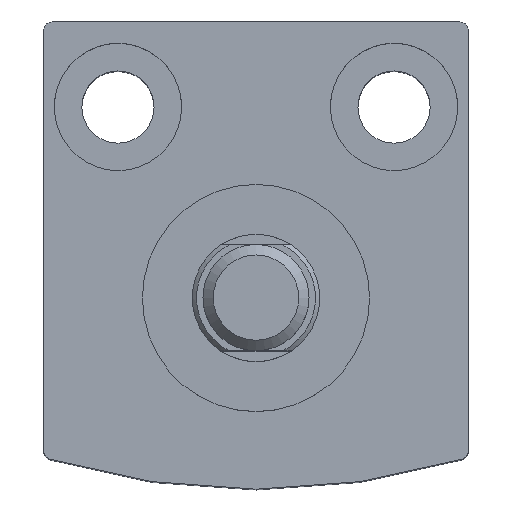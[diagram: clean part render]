
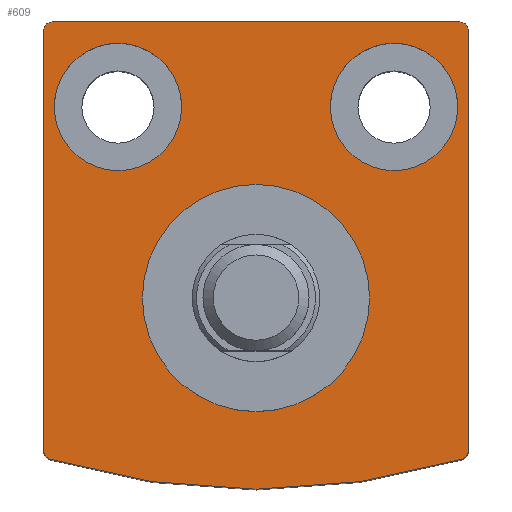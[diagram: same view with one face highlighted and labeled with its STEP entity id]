
A CAD part, top view. The second image highlights one B-rep face of the part: STEP entity #609.
In plain terms, the highlighted planar face has unit normal (0, 0, 1).
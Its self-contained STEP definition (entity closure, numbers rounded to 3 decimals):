
#42=CIRCLE('',#674,0.4);
#44=CIRCLE('',#677,34.);
#46=CIRCLE('',#680,0.4);
#48=CIRCLE('',#684,0.4);
#52=CIRCLE('',#690,0.4);
#56=CIRCLE('',#696,5.35);
#57=CIRCLE('',#697,3.);
#58=CIRCLE('',#698,3.);
#150=ORIENTED_EDGE('',*,*,#278,.F.);
#151=ORIENTED_EDGE('',*,*,#279,.T.);
#152=ORIENTED_EDGE('',*,*,#280,.T.);
#153=ORIENTED_EDGE('',*,*,#250,.T.);
#154=ORIENTED_EDGE('',*,*,#254,.T.);
#155=ORIENTED_EDGE('',*,*,#257,.T.);
#156=ORIENTED_EDGE('',*,*,#260,.T.);
#157=ORIENTED_EDGE('',*,*,#263,.T.);
#158=ORIENTED_EDGE('',*,*,#266,.T.);
#159=ORIENTED_EDGE('',*,*,#271,.T.);
#160=ORIENTED_EDGE('',*,*,#274,.T.);
#250=EDGE_CURVE('',#322,#323,#380,.T.);
#254=EDGE_CURVE('',#323,#326,#42,.T.);
#257=EDGE_CURVE('',#326,#328,#44,.T.);
#260=EDGE_CURVE('',#328,#330,#46,.T.);
#263=EDGE_CURVE('',#330,#332,#387,.T.);
#266=EDGE_CURVE('',#332,#334,#48,.T.);
#271=EDGE_CURVE('',#334,#338,#391,.T.);
#274=EDGE_CURVE('',#338,#322,#52,.T.);
#278=EDGE_CURVE('',#342,#342,#56,.T.);
#279=EDGE_CURVE('',#343,#343,#57,.T.);
#280=EDGE_CURVE('',#344,#344,#58,.T.);
#322=VERTEX_POINT('',#981);
#323=VERTEX_POINT('',#982);
#326=VERTEX_POINT('',#990);
#328=VERTEX_POINT('',#996);
#330=VERTEX_POINT('',#1002);
#332=VERTEX_POINT('',#1008);
#334=VERTEX_POINT('',#1014);
#338=VERTEX_POINT('',#1024);
#342=VERTEX_POINT('',#1038);
#343=VERTEX_POINT('',#1040);
#344=VERTEX_POINT('',#1042);
#380=LINE('',#980,#402);
#387=LINE('',#1007,#409);
#391=LINE('',#1023,#413);
#402=VECTOR('',#770,1000.);
#409=VECTOR('',#797,1000.);
#413=VECTOR('',#813,1000.);
#437=EDGE_LOOP('',(#150));
#438=EDGE_LOOP('',(#151));
#439=EDGE_LOOP('',(#152));
#440=EDGE_LOOP('',(#153,#154,#155,#156,#157,#158,#159,#160));
#515=FACE_BOUND('',#437,.T.);
#516=FACE_BOUND('',#438,.T.);
#517=FACE_BOUND('',#439,.T.);
#518=FACE_BOUND('',#440,.T.);
#584=PLANE('',#695);
#609=ADVANCED_FACE('',(#515,#516,#517,#518),#584,.T.);
#674=AXIS2_PLACEMENT_3D('',#989,#776,#777);
#677=AXIS2_PLACEMENT_3D('',#995,#783,#784);
#680=AXIS2_PLACEMENT_3D('',#1001,#790,#791);
#684=AXIS2_PLACEMENT_3D('',#1013,#802,#803);
#690=AXIS2_PLACEMENT_3D('',#1029,#818,#819);
#695=AXIS2_PLACEMENT_3D('',#1036,#828,#829);
#696=AXIS2_PLACEMENT_3D('',#1037,#830,#831);
#697=AXIS2_PLACEMENT_3D('',#1039,#832,#833);
#698=AXIS2_PLACEMENT_3D('',#1041,#834,#835);
#770=DIRECTION('',(0.,-1.,0.));
#776=DIRECTION('',(0.,0.,1.));
#777=DIRECTION('',(1.,0.,0.));
#783=DIRECTION('',(0.,0.,1.));
#784=DIRECTION('',(1.,0.,0.));
#790=DIRECTION('',(0.,0.,1.));
#791=DIRECTION('',(1.,0.,0.));
#797=DIRECTION('',(0.,1.,0.));
#802=DIRECTION('',(0.,0.,1.));
#803=DIRECTION('',(1.,0.,0.));
#813=DIRECTION('',(-1.,0.,0.));
#818=DIRECTION('',(0.,0.,1.));
#819=DIRECTION('',(1.,0.,0.));
#828=DIRECTION('',(0.,0.,1.));
#829=DIRECTION('',(1.,0.,0.));
#830=DIRECTION('',(0.,0.,1.));
#831=DIRECTION('',(1.,0.,0.));
#832=DIRECTION('',(0.,0.,-1.));
#833=DIRECTION('',(-1.,0.,0.));
#834=DIRECTION('',(0.,0.,-1.));
#835=DIRECTION('',(-1.,0.,0.));
#980=CARTESIAN_POINT('',(-10.,12.6,0.));
#981=CARTESIAN_POINT('',(-10.,12.6,0.));
#982=CARTESIAN_POINT('',(-10.,-7.199,0.));
#989=CARTESIAN_POINT('',(-9.6,-7.199,0.));
#990=CARTESIAN_POINT('',(-9.714,-7.583,0.));
#995=CARTESIAN_POINT('',(0.,25.,0.));
#996=CARTESIAN_POINT('',(9.714,-7.583,0.));
#1001=CARTESIAN_POINT('',(9.6,-7.199,0.));
#1002=CARTESIAN_POINT('',(10.,-7.199,0.));
#1007=CARTESIAN_POINT('',(10.,-7.199,0.));
#1008=CARTESIAN_POINT('',(10.,12.6,0.));
#1013=CARTESIAN_POINT('',(9.6,12.6,0.));
#1014=CARTESIAN_POINT('',(9.6,13.,0.));
#1023=CARTESIAN_POINT('',(9.6,13.,0.));
#1024=CARTESIAN_POINT('',(-9.6,13.,0.));
#1029=CARTESIAN_POINT('',(-9.6,12.6,0.));
#1036=CARTESIAN_POINT('',(-9.6,-7.199,0.));
#1037=CARTESIAN_POINT('',(0.,0.,0.));
#1038=CARTESIAN_POINT('',(5.35,0.,0.));
#1039=CARTESIAN_POINT('',(6.5,9.,0.));
#1040=CARTESIAN_POINT('',(3.5,9.,0.));
#1041=CARTESIAN_POINT('',(-6.5,9.,0.));
#1042=CARTESIAN_POINT('',(-9.5,9.,0.));
